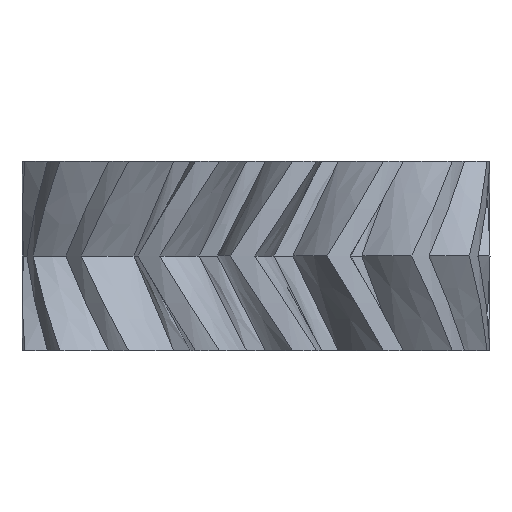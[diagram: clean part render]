
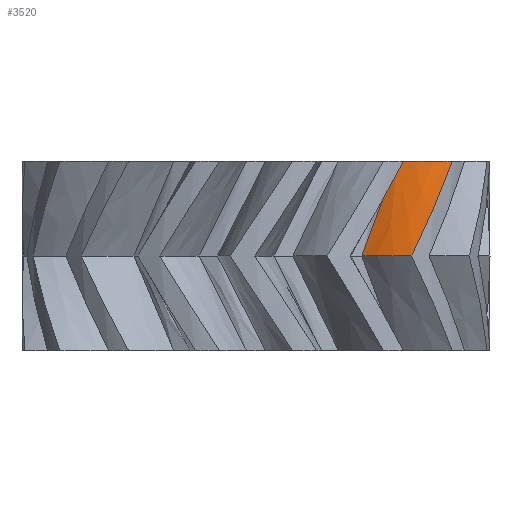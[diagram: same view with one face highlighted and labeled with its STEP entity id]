
A CAD part, front view. The second image highlights one B-rep face of the part: STEP entity #3520.
In plain terms, the highlighted free-form (B-spline) face has degree [3, 3] with [4, 4] control points.
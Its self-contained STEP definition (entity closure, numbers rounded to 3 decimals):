
#123=B_SPLINE_CURVE_WITH_KNOTS('',3,(#4991,#4992,#4993,#4994),
 .UNSPECIFIED.,.F.,.F.,(4,4),(0.,0.302),.UNSPECIFIED.);
#124=B_SPLINE_CURVE_WITH_KNOTS('',3,(#4996,#4997,#4998,#4999),
 .UNSPECIFIED.,.F.,.F.,(4,4),(0.,0.267),.UNSPECIFIED.);
#125=B_SPLINE_CURVE_WITH_KNOTS('',3,(#5001,#5002,#5003,#5004),
 .UNSPECIFIED.,.F.,.F.,(4,4),(-0.353,0.),.UNSPECIFIED.);
#126=B_SPLINE_CURVE_WITH_KNOTS('',3,(#5005,#5006,#5007,#5008),
 .UNSPECIFIED.,.F.,.F.,(4,4),(0.,0.267),.UNSPECIFIED.);
#577=B_SPLINE_SURFACE_WITH_KNOTS('',3,3,((#4973,#4974,#4975,#4976),(#4977,
#4978,#4979,#4980),(#4981,#4982,#4983,#4984),(#4985,#4986,#4987,#4988)),
 .UNSPECIFIED.,.F.,.F.,.F.,(4,4),(4,4),(-0.353,0.),(0.,0.267),
 .UNSPECIFIED.);
#758=FACE_OUTER_BOUND('',#982,.T.);
#982=EDGE_LOOP('',(#2364,#2365,#2366,#2367));
#1350=VERTEX_POINT('',#4989);
#1351=VERTEX_POINT('',#4990);
#1352=VERTEX_POINT('',#4995);
#1353=VERTEX_POINT('',#5000);
#1749=EDGE_CURVE('',#1350,#1351,#123,.T.);
#1750=EDGE_CURVE('',#1352,#1351,#124,.T.);
#1751=EDGE_CURVE('',#1353,#1352,#125,.T.);
#1752=EDGE_CURVE('',#1353,#1350,#126,.T.);
#2364=ORIENTED_EDGE('',*,*,#1749,.T.);
#2365=ORIENTED_EDGE('',*,*,#1750,.F.);
#2366=ORIENTED_EDGE('',*,*,#1751,.F.);
#2367=ORIENTED_EDGE('',*,*,#1752,.T.);
#3520=ADVANCED_FACE('',(#758),#577,.F.);
#4973=CARTESIAN_POINT('Ctrl Pts',(7.426,-6.014,10.));
#4974=CARTESIAN_POINT('Ctrl Pts',(6.892,-6.674,8.333));
#4975=CARTESIAN_POINT('Ctrl Pts',(6.269,-7.262,6.667));
#4976=CARTESIAN_POINT('Ctrl Pts',(5.579,-7.758,5.));
#4977=CARTESIAN_POINT('Ctrl Pts',(8.347,-6.417,10.));
#4978=CARTESIAN_POINT('Ctrl Pts',(7.776,-7.159,8.333));
#4979=CARTESIAN_POINT('Ctrl Pts',(7.107,-7.824,6.667));
#4980=CARTESIAN_POINT('Ctrl Pts',(6.361,-8.39,5.));
#4981=CARTESIAN_POINT('Ctrl Pts',(9.339,-6.656,10.));
#4982=CARTESIAN_POINT('Ctrl Pts',(8.747,-7.486,8.333));
#4983=CARTESIAN_POINT('Ctrl Pts',(8.044,-8.237,6.667));
#4984=CARTESIAN_POINT('Ctrl Pts',(7.255,-8.882,5.));
#4985=CARTESIAN_POINT('Ctrl Pts',(10.342,-6.716,10.));
#4986=CARTESIAN_POINT('Ctrl Pts',(9.745,-7.636,8.333));
#4987=CARTESIAN_POINT('Ctrl Pts',(9.025,-8.475,6.667));
#4988=CARTESIAN_POINT('Ctrl Pts',(8.207,-9.204,5.));
#4989=CARTESIAN_POINT('',(5.579,-7.758,5.));
#4990=CARTESIAN_POINT('',(8.207,-9.204,5.));
#4991=CARTESIAN_POINT('Ctrl Pts',(5.579,-7.758,5.));
#4992=CARTESIAN_POINT('Ctrl Pts',(6.361,-8.39,5.));
#4993=CARTESIAN_POINT('Ctrl Pts',(7.255,-8.882,5.));
#4994=CARTESIAN_POINT('Ctrl Pts',(8.207,-9.204,5.));
#4995=CARTESIAN_POINT('',(10.342,-6.716,10.));
#4996=CARTESIAN_POINT('Ctrl Pts',(10.342,-6.716,10.));
#4997=CARTESIAN_POINT('Ctrl Pts',(9.745,-7.636,8.333));
#4998=CARTESIAN_POINT('Ctrl Pts',(9.025,-8.475,6.667));
#4999=CARTESIAN_POINT('Ctrl Pts',(8.207,-9.204,5.));
#5000=CARTESIAN_POINT('',(7.426,-6.014,10.));
#5001=CARTESIAN_POINT('Ctrl Pts',(7.426,-6.014,10.));
#5002=CARTESIAN_POINT('Ctrl Pts',(8.347,-6.417,10.));
#5003=CARTESIAN_POINT('Ctrl Pts',(9.339,-6.656,10.));
#5004=CARTESIAN_POINT('Ctrl Pts',(10.342,-6.716,10.));
#5005=CARTESIAN_POINT('Ctrl Pts',(7.426,-6.014,10.));
#5006=CARTESIAN_POINT('Ctrl Pts',(6.892,-6.674,8.333));
#5007=CARTESIAN_POINT('Ctrl Pts',(6.269,-7.262,6.667));
#5008=CARTESIAN_POINT('Ctrl Pts',(5.579,-7.758,5.));
